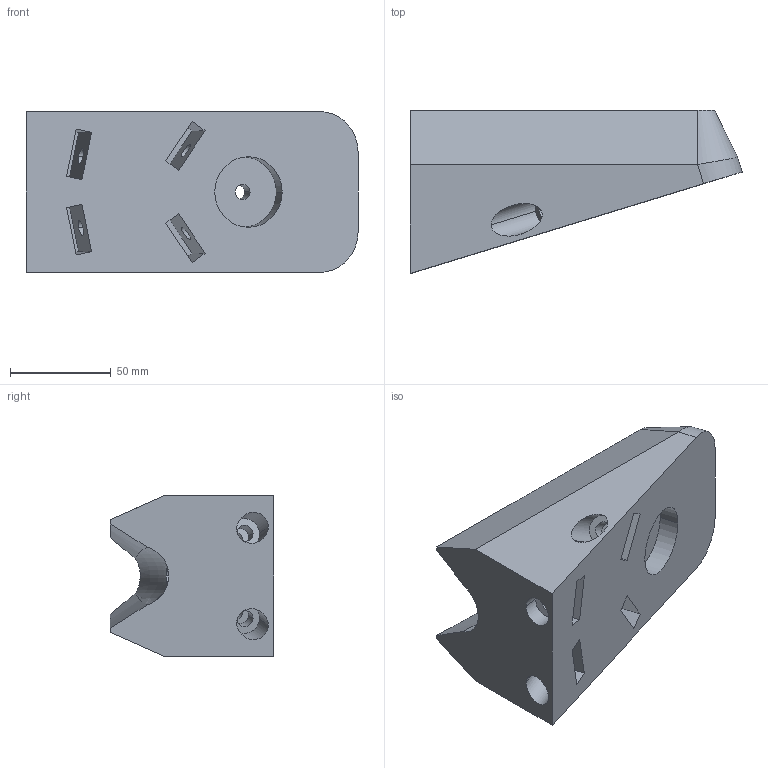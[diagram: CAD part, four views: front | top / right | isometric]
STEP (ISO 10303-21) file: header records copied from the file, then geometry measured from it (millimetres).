
FILE_DESCRIPTION (( 'STEP AP203' ), '1' );
FILE_NAME ('Swivel.STEP', '2020-09-18T19:48:03', ( '' ), ( '' ), 'SwSTEP 2.0', 'SolidWorks 2018', '' );
FILE_SCHEMA (( 'CONFIG_CONTROL_DESIGN' ));
Length unit declared in the file: millimetre
Products named in the file (1): Swivel
Bounding box: 164.97 x 81.04 x 80 mm (x, y, z)
Volume: 480165.6 mm3; surface area: 63370.3 mm2
Topology: 1 solids, 1 shells, 74 faces, 173 edges, 114 vertices
Faces by surface type: plane 39, cylinder 30, bspline 4, torus 1
Entity records: 3102 total; most frequent: CARTESIAN_POINT 1330, ORIENTED_EDGE 346, DIRECTION 335, EDGE_CURVE 173, AXIS2_PLACEMENT_3D 119, VERTEX_POINT 114, LINE 97, VECTOR 97
